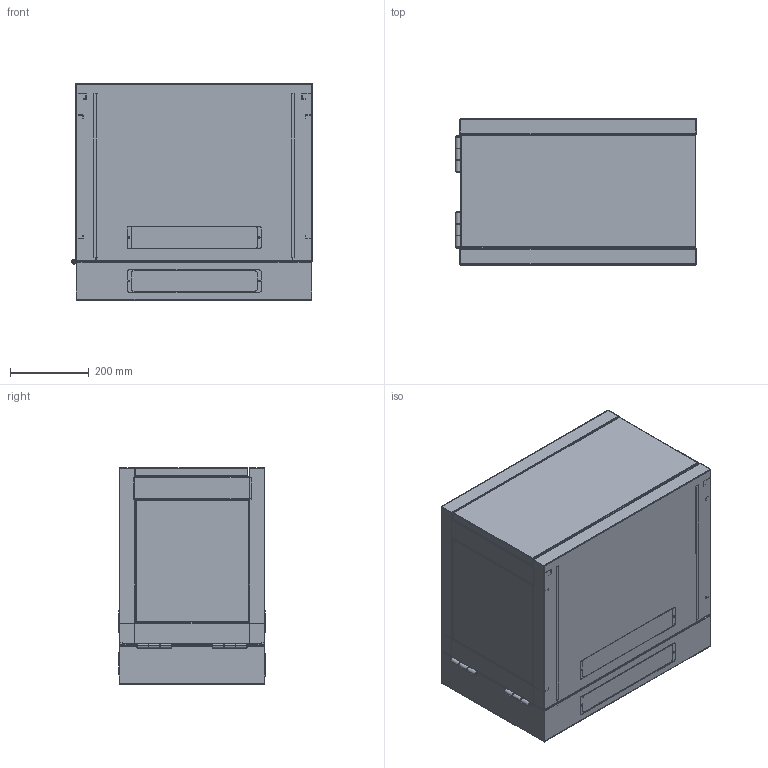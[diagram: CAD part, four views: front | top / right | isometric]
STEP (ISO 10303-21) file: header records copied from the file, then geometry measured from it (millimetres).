
FILE_DESCRIPTION (( 'STEP AP214' ), '1' );
FILE_NAME ('SMC-SMT6506D_3D.step', '2024-03-27T23:01:37', ( '' ), ( '' ), 'SwSTEP 2.0', 'SolidWorks 2022', '' );
FILE_SCHEMA (( 'AUTOMOTIVE_DESIGN' ));
Length unit declared in the file: inch
Products named in the file (18): MENZHOU_ASM_13; JH060009_13; DG_13; DI_13; CM_ASM_13; LX-GT_13; JH060004_13; QLZ_13; HK_ASM_13; SMC-SMT6506D_3D; HYLZ_13; HK_13; CM_13; QIANMEN_ASM_13; MENZHOU2_13; HZJ1_13; SITM_13; MENZHOU1_13
Assembly tree (33 placements, depth 4):
  SMC-SMT6506D_3D
    DG_13
    QLZ_13  x2
    HYLZ_13  x2
    DI_13
    HZJ1_13  x4
    JH060009_13  x4
    QIANMEN_ASM_13
      SITM_13
    JH060004_13  x2
    HK_ASM_13
      HK_13
      JH060004_13  x2
      MENZHOU_ASM_13  x2
        MENZHOU2_13
        MENZHOU1_13
    CM_ASM_13  x2
      CM_13
    LX-GT_13  x2
Bounding box: 610.8 x 371.6 x 549.5 mm (x, y, z)
Volume: 416819.6 mm3; surface area: 4180609 mm2
Topology: 24 solids, 72 shells, 1410 faces, 4070 edges, 2656 vertices
Faces by surface type: plane 924, cylinder 418, bspline 36, cone 32
Entity records: 37148 total; most frequent: CARTESIAN_POINT 6413, DIRECTION 4106, ORIENTED_EDGE 4012, EDGE_CURVE 2220, LINE 1688, VECTOR 1688, VERTEX_POINT 1444, AXIS2_PLACEMENT_3D 1209
